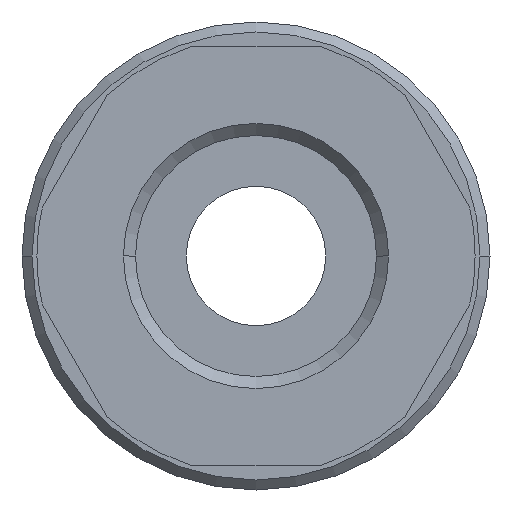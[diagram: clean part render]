
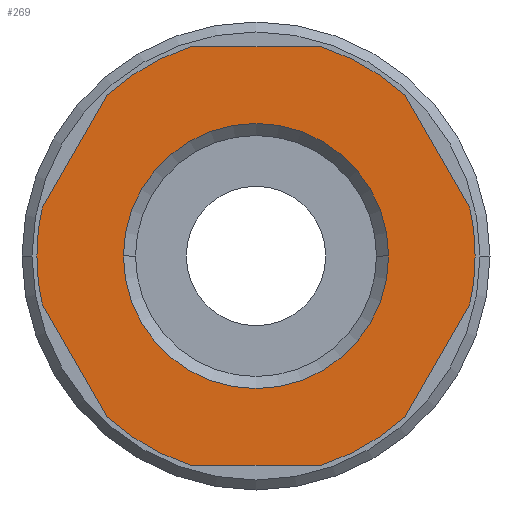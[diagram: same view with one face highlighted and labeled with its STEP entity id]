
A CAD part, front view. The second image highlights one B-rep face of the part: STEP entity #269.
In plain terms, the highlighted planar face has unit normal (0, -1, 0).
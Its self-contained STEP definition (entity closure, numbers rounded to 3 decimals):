
#269=ADVANCED_FACE('',(#591,#592),#593,.T.);
#591=FACE_BOUND('',#15589,.T.);
#592=FACE_OUTER_BOUND('',#15590,.T.);
#593=PLANE('',#15591);
#15589=EDGE_LOOP('',(#30904,#30905));
#15590=EDGE_LOOP('',(#30906,#30907,#30908,#30909,#30910,#30911,#30912,#30913,#30914,#30915,#30916,#30917,#30918,#30919));
#15591=AXIS2_PLACEMENT_3D('',#30920,#30921,#30922);
#30904=ORIENTED_EDGE('',*,*,#31603,.T.);
#30905=ORIENTED_EDGE('',*,*,#31615,.T.);
#30906=ORIENTED_EDGE('',*,*,#31471,.T.);
#30907=ORIENTED_EDGE('',*,*,#31419,.F.);
#30908=ORIENTED_EDGE('',*,*,#31517,.T.);
#30909=ORIENTED_EDGE('',*,*,#31543,.F.);
#30910=ORIENTED_EDGE('',*,*,#31588,.T.);
#30911=ORIENTED_EDGE('',*,*,#31616,.F.);
#30912=ORIENTED_EDGE('',*,*,#31476,.F.);
#30913=ORIENTED_EDGE('',*,*,#31597,.T.);
#30914=ORIENTED_EDGE('',*,*,#31576,.F.);
#30915=ORIENTED_EDGE('',*,*,#31414,.T.);
#30916=ORIENTED_EDGE('',*,*,#31617,.F.);
#30917=ORIENTED_EDGE('',*,*,#31618,.T.);
#30918=ORIENTED_EDGE('',*,*,#31619,.F.);
#30919=ORIENTED_EDGE('',*,*,#31526,.F.);
#30920=CARTESIAN_POINT('',(5.5,0.0,0.0));
#30921=DIRECTION('',(-0.0,-1.0,-0.0));
#30922=DIRECTION('',(-1.0,0.0,0.0));
#31414=EDGE_CURVE('',#31835,#31833,#31836,.T.);
#31419=EDGE_CURVE('',#31841,#31839,#31843,.T.);
#31471=EDGE_CURVE('',#31929,#31839,#31930,.T.);
#31476=EDGE_CURVE('',#31935,#31933,#31937,.T.);
#31517=EDGE_CURVE('',#31841,#31993,#31995,.T.);
#31526=EDGE_CURVE('',#31929,#32004,#32006,.T.);
#31543=EDGE_CURVE('',#32027,#31993,#32029,.T.);
#31576=EDGE_CURVE('',#31835,#32076,#32078,.T.);
#31588=EDGE_CURVE('',#32027,#32092,#32094,.T.);
#31597=EDGE_CURVE('',#31935,#32076,#32103,.T.);
#31603=EDGE_CURVE('',#32111,#32109,#32112,.T.);
#31615=EDGE_CURVE('',#32109,#32111,#32126,.T.);
#31616=EDGE_CURVE('',#31933,#32092,#32127,.T.);
#31617=EDGE_CURVE('',#32128,#31833,#32129,.T.);
#31618=EDGE_CURVE('',#32128,#32130,#32131,.T.);
#31619=EDGE_CURVE('',#32004,#32130,#32132,.T.);
#31833=VERTEX_POINT('',#32460);
#31835=VERTEX_POINT('',#32463);
#31836=LINE('',#32464,#32465);
#31839=VERTEX_POINT('',#32469);
#31841=VERTEX_POINT('',#32472);
#31843=CIRCLE('',#32475,11.0);
#31929=VERTEX_POINT('',#32785);
#31930=LINE('',#32786,#32787);
#31933=VERTEX_POINT('',#32791);
#31935=VERTEX_POINT('',#32794);
#31937=CIRCLE('',#32797,11.0);
#31993=VERTEX_POINT('',#35026);
#31995=LINE('',#35029,#35030);
#32004=VERTEX_POINT('',#35040);
#32006=CIRCLE('',#35043,11.0);
#32027=VERTEX_POINT('',#35088);
#32029=CIRCLE('',#35091,11.0);
#32076=VERTEX_POINT('',#35191);
#32078=CIRCLE('',#35194,11.0);
#32092=VERTEX_POINT('',#35252);
#32094=LINE('',#35255,#35256);
#32103=LINE('',#35338,#35339);
#32109=VERTEX_POINT('',#35356);
#32111=VERTEX_POINT('',#35359);
#32112=CIRCLE('',#35360,6.655);
#32126=CIRCLE('',#35409,6.655);
#32127=CIRCLE('',#35410,11.0);
#32128=VERTEX_POINT('',#35411);
#32129=CIRCLE('',#35412,11.0);
#32130=VERTEX_POINT('',#35413);
#32131=LINE('',#35414,#35415);
#32132=CIRCLE('',#35416,11.0);
#32460=CARTESIAN_POINT('',(-3.279,0.0,10.5));
#32463=CARTESIAN_POINT('',(3.279,0.0,10.5));
#32464=CARTESIAN_POINT('',(2.75,0.0,10.5));
#32465=VECTOR('',#35756,1.0);
#32469=CARTESIAN_POINT('',(-7.454,0.0,-8.089));
#32472=CARTESIAN_POINT('',(-3.279,0.0,-10.5));
#32475=AXIS2_PLACEMENT_3D('',#35760,#35761,#35762);
#32785=CARTESIAN_POINT('',(-10.733,0.0,-2.411));
#32786=CARTESIAN_POINT('',(-8.406,0.0,-6.441));
#32787=VECTOR('',#35821,1.0);
#32791=CARTESIAN_POINT('',(11.0,0.0,0.));
#32794=CARTESIAN_POINT('',(10.733,0.0,2.411));
#32797=AXIS2_PLACEMENT_3D('',#35825,#35826,#35827);
#35026=CARTESIAN_POINT('',(3.279,0.0,-10.5));
#35029=CARTESIAN_POINT('',(2.75,0.0,-10.5));
#35030=VECTOR('',#35885,1.0);
#35040=CARTESIAN_POINT('',(-11.0,0.0,0.));
#35043=AXIS2_PLACEMENT_3D('',#35897,#35898,#35899);
#35088=CARTESIAN_POINT('',(7.454,0.0,-8.089));
#35091=AXIS2_PLACEMENT_3D('',#35921,#35922,#35923);
#35191=CARTESIAN_POINT('',(7.454,0.0,8.089));
#35194=AXIS2_PLACEMENT_3D('',#35964,#35965,#35966);
#35252=CARTESIAN_POINT('',(10.733,0.0,-2.411));
#35255=CARTESIAN_POINT('',(9.781,0.0,-4.059));
#35256=VECTOR('',#35974,1.0);
#35338=CARTESIAN_POINT('',(9.781,0.0,4.059));
#35339=VECTOR('',#35976,1.0);
#35356=CARTESIAN_POINT('',(6.655,0.0,0.));
#35359=CARTESIAN_POINT('',(-6.655,0.0,0.));
#35360=AXIS2_PLACEMENT_3D('',#35981,#35982,#35983);
#35409=AXIS2_PLACEMENT_3D('',#35992,#35993,#35994);
#35410=AXIS2_PLACEMENT_3D('',#35995,#35996,#35997);
#35411=CARTESIAN_POINT('',(-7.454,0.0,8.089));
#35412=AXIS2_PLACEMENT_3D('',#35998,#35999,#36000);
#35413=CARTESIAN_POINT('',(-10.733,0.0,2.411));
#35414=CARTESIAN_POINT('',(-8.406,0.0,6.441));
#35415=VECTOR('',#36001,1.0);
#35416=AXIS2_PLACEMENT_3D('',#36002,#36003,#36004);
#35756=DIRECTION('',(-1.0,0.0,0.));
#35760=CARTESIAN_POINT('',(0.0,0.0,0.0));
#35761=DIRECTION('',(-0.0,1.0,0.0));
#35762=DIRECTION('',(1.0,0.0,0.0));
#35821=DIRECTION('',(0.5,0.0,-0.866));
#35825=CARTESIAN_POINT('',(0.0,0.0,0.0));
#35826=DIRECTION('',(-0.0,1.0,0.0));
#35827=DIRECTION('',(1.0,0.0,0.0));
#35885=DIRECTION('',(1.0,-0.0,0.0));
#35897=CARTESIAN_POINT('',(0.0,0.0,0.0));
#35898=DIRECTION('',(-0.0,1.0,0.0));
#35899=DIRECTION('',(1.0,0.0,0.0));
#35921=CARTESIAN_POINT('',(0.0,0.0,0.0));
#35922=DIRECTION('',(-0.0,1.0,0.0));
#35923=DIRECTION('',(1.0,0.0,0.0));
#35964=CARTESIAN_POINT('',(0.0,0.0,0.0));
#35965=DIRECTION('',(-0.0,1.0,0.0));
#35966=DIRECTION('',(1.0,0.0,0.0));
#35974=DIRECTION('',(0.5,-0.0,0.866));
#35976=DIRECTION('',(-0.5,0.0,0.866));
#35981=CARTESIAN_POINT('',(0.0,0.0,0.0));
#35982=DIRECTION('',(-0.0,1.0,0.0));
#35983=DIRECTION('',(1.0,0.0,0.0));
#35992=CARTESIAN_POINT('',(0.0,0.0,0.0));
#35993=DIRECTION('',(-0.0,1.0,0.0));
#35994=DIRECTION('',(1.0,0.0,0.0));
#35995=CARTESIAN_POINT('',(0.0,0.0,0.0));
#35996=DIRECTION('',(-0.0,1.0,0.0));
#35997=DIRECTION('',(1.0,0.0,0.0));
#35998=CARTESIAN_POINT('',(0.0,0.0,0.0));
#35999=DIRECTION('',(-0.0,1.0,0.0));
#36000=DIRECTION('',(1.0,0.0,0.0));
#36001=DIRECTION('',(-0.5,0.0,-0.866));
#36002=CARTESIAN_POINT('',(0.0,0.0,0.0));
#36003=DIRECTION('',(-0.0,1.0,0.0));
#36004=DIRECTION('',(1.0,0.0,0.0));
